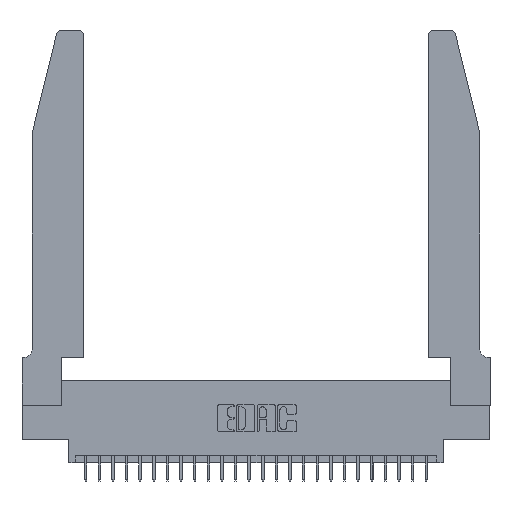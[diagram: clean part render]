
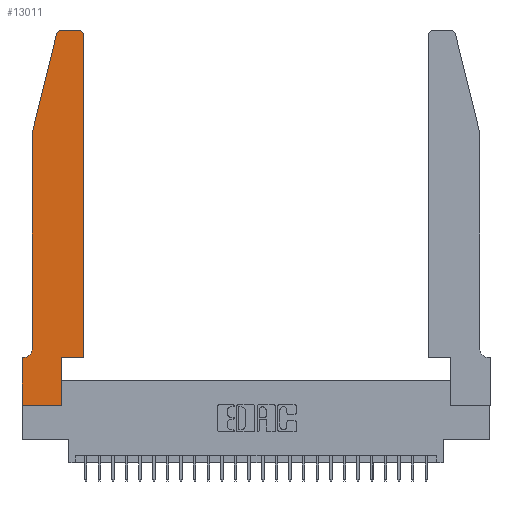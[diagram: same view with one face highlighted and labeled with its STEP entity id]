
A CAD part, top view. The second image highlights one B-rep face of the part: STEP entity #13011.
In plain terms, the highlighted planar face has unit normal (0, 0, 1).
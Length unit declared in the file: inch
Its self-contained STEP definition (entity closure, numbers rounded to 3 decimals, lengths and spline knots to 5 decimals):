
#306 = AXIS2_PLACEMENT_3D ( 'NONE', #24396, #5651, #7894 ) ;
#506 = LINE ( 'NONE', #13056, #5000 ) ;
#654 = AXIS2_PLACEMENT_3D ( 'NONE', #11823, #16273, #24773 ) ;
#846 = VERTEX_POINT ( 'NONE', #24380 ) ;
#2601 = VERTEX_POINT ( 'NONE', #14494 ) ;
#2737 = EDGE_CURVE ( 'NONE', #25037, #9217, #14075, .T. ) ;
#2825 = EDGE_CURVE ( 'NONE', #24803, #846, #20769, .T. ) ;
#2991 = CARTESIAN_POINT ( 'NONE',  ( 0.0755, 2., 0.37 ) ) ;
#3016 = CARTESIAN_POINT ( 'NONE',  ( 0.2865, 0., 0.37 ) ) ;
#3545 = VERTEX_POINT ( 'NONE', #12332 ) ;
#3551 = VECTOR ( 'NONE', #9662, 39.37008 ) ;
#3725 = EDGE_CURVE ( 'NONE', #10140, #23386, #15316, .T. ) ;
#4801 = CARTESIAN_POINT ( 'NONE',  ( 0., 0., 0.37 ) ) ;
#5000 = VECTOR ( 'NONE', #23795, 39.37008 ) ;
#5155 = CARTESIAN_POINT ( 'NONE',  ( 0.25487, 2.72718, 0.37 ) ) ;
#5181 = CARTESIAN_POINT ( 'NONE',  ( 0.4505, 0.35, 0.37 ) ) ;
#5250 = ORIENTED_EDGE ( 'NONE', *, *, #27300, .T. ) ;
#5651 = DIRECTION ( 'NONE',  ( 0., 0., 1. ) ) ;
#5877 = AXIS2_PLACEMENT_3D ( 'NONE', #11936, #22389, #11660 ) ;
#6334 = CARTESIAN_POINT ( 'NONE',  ( 0.0755, 2., 0.37 ) ) ;
#6519 = ORIENTED_EDGE ( 'NONE', *, *, #20727, .T. ) ;
#6705 = CARTESIAN_POINT ( 'NONE',  ( 0.0755, 0.35, 0.37 ) ) ;
#6747 = CARTESIAN_POINT ( 'NONE',  ( 0.2605, 2.75, 0.37 ) ) ;
#6852 = ORIENTED_EDGE ( 'NONE', *, *, #10161, .T. ) ;
#6875 = LINE ( 'NONE', #4801, #7179 ) ;
#7179 = VECTOR ( 'NONE', #26145, 39.37008 ) ;
#7894 = DIRECTION ( 'NONE',  ( 1., 0., 0. ) ) ;
#8563 = CARTESIAN_POINT ( 'NONE',  ( 0.0755, 2., 0.37 ) ) ;
#8794 = VECTOR ( 'NONE', #21320, 39.37008 ) ;
#8861 = LINE ( 'NONE', #6747, #16095 ) ;
#9217 = VERTEX_POINT ( 'NONE', #5155 ) ;
#9477 = DIRECTION ( 'NONE',  ( 1., 0., 0. ) ) ;
#9662 = DIRECTION ( 'NONE',  ( 0., 1., 0. ) ) ;
#9938 = CARTESIAN_POINT ( 'NONE',  ( 0.2865, 0.35, 0.37 ) ) ;
#10140 = VERTEX_POINT ( 'NONE', #3016 ) ;
#10161 = EDGE_CURVE ( 'NONE', #18104, #14104, #26842, .T. ) ;
#10687 = DIRECTION ( 'NONE',  ( -1., 0., 0. ) ) ;
#11339 = ORIENTED_EDGE ( 'NONE', *, *, #3725, .T. ) ;
#11660 = DIRECTION ( 'NONE',  ( -1., 0., 0. ) ) ;
#11823 = CARTESIAN_POINT ( 'NONE',  ( 0., 0.35, 0.37 ) ) ;
#11840 = EDGE_LOOP ( 'NONE', ( #14790, #18342, #13051, #17285, #6852, #14307, #17561, #17898, #11339, #5250, #6519, #19872 ) ) ;
#11936 = CARTESIAN_POINT ( 'NONE',  ( 0.0055, 0.42, 0.37 ) ) ;
#12332 = CARTESIAN_POINT ( 'NONE',  ( 0., 0.35, 0.37 ) ) ;
#12340 = CARTESIAN_POINT ( 'NONE',  ( 0.4205, 2.72, 0.37 ) ) ;
#12399 = VECTOR ( 'NONE', #19281, 39.37008 ) ;
#12757 = DIRECTION ( 'NONE',  ( 0., 0., 1. ) ) ;
#13011 = ADVANCED_FACE ( 'NONE', ( #14189 ), #13907, .T. ) ;
#13051 = ORIENTED_EDGE ( 'NONE', *, *, #25147, .T. ) ;
#13056 = CARTESIAN_POINT ( 'NONE',  ( 0., 0., 0.37 ) ) ;
#13579 = VECTOR ( 'NONE', #9477, 39.37008 ) ;
#13907 = PLANE ( 'NONE',  #654 ) ;
#14075 = CIRCLE ( 'NONE', #306, 0.03 ) ;
#14104 = VERTEX_POINT ( 'NONE', #21779 ) ;
#14189 = FACE_OUTER_BOUND ( 'NONE', #11840, .T. ) ;
#14307 = ORIENTED_EDGE ( 'NONE', *, *, #18097, .T. ) ;
#14494 = CARTESIAN_POINT ( 'NONE',  ( 0., 0., 0.37 ) ) ;
#14575 = LINE ( 'NONE', #8563, #24098 ) ;
#14790 = ORIENTED_EDGE ( 'NONE', *, *, #23231, .T. ) ;
#15005 = CARTESIAN_POINT ( 'NONE',  ( 0.284, 2.75, 0.37 ) ) ;
#15248 = CARTESIAN_POINT ( 'NONE',  ( 0.0755, 0.42, 0.37 ) ) ;
#15283 = CARTESIAN_POINT ( 'NONE',  ( 0.4505, 0.35, 0.37 ) ) ;
#15316 = LINE ( 'NONE', #23825, #8794 ) ;
#15905 = VERTEX_POINT ( 'NONE', #6334 ) ;
#15940 = LINE ( 'NONE', #5181, #3551 ) ;
#16021 = LINE ( 'NONE', #22187, #13579 ) ;
#16095 = VECTOR ( 'NONE', #10687, 39.37008 ) ;
#16273 = DIRECTION ( 'NONE',  ( 0., 0., 1. ) ) ;
#16304 = AXIS2_PLACEMENT_3D ( 'NONE', #12340, #12757, #20838 ) ;
#16397 = CARTESIAN_POINT ( 'NONE',  ( 0.4505, 2.72, 0.37 ) ) ;
#17285 = ORIENTED_EDGE ( 'NONE', *, *, #23089, .T. ) ;
#17561 = ORIENTED_EDGE ( 'NONE', *, *, #25105, .T. ) ;
#17898 = ORIENTED_EDGE ( 'NONE', *, *, #23764, .T. ) ;
#18097 = EDGE_CURVE ( 'NONE', #14104, #3545, #26107, .T. ) ;
#18104 = VERTEX_POINT ( 'NONE', #15248 ) ;
#18342 = ORIENTED_EDGE ( 'NONE', *, *, #2737, .T. ) ;
#18373 = VECTOR ( 'NONE', #22638, 39.37008 ) ;
#19281 = DIRECTION ( 'NONE',  ( -1., 0., 0. ) ) ;
#19331 = DIRECTION ( 'NONE',  ( 0., -1., 0. ) ) ;
#19872 = ORIENTED_EDGE ( 'NONE', *, *, #2825, .T. ) ;
#20021 = LINE ( 'NONE', #2991, #18373 ) ;
#20727 = EDGE_CURVE ( 'NONE', #23796, #24803, #15940, .T. ) ;
#20769 = CIRCLE ( 'NONE', #16304, 0.03 ) ;
#20838 = DIRECTION ( 'NONE',  ( 1., 0., 0. ) ) ;
#21320 = DIRECTION ( 'NONE',  ( 0., 1., 0. ) ) ;
#21779 = CARTESIAN_POINT ( 'NONE',  ( 0.0055, 0.35, 0.37 ) ) ;
#22187 = CARTESIAN_POINT ( 'NONE',  ( 0.4505, 0.35, 0.37 ) ) ;
#22389 = DIRECTION ( 'NONE',  ( 0., 0., -1. ) ) ;
#22638 = DIRECTION ( 'NONE',  ( -0.239, -0.971, 0. ) ) ;
#23089 = EDGE_CURVE ( 'NONE', #15905, #18104, #14575, .T. ) ;
#23231 = EDGE_CURVE ( 'NONE', #846, #25037, #8861, .T. ) ;
#23386 = VERTEX_POINT ( 'NONE', #9938 ) ;
#23764 = EDGE_CURVE ( 'NONE', #2601, #10140, #6875, .T. ) ;
#23795 = DIRECTION ( 'NONE',  ( 0., -1., 0. ) ) ;
#23796 = VERTEX_POINT ( 'NONE', #15283 ) ;
#23825 = CARTESIAN_POINT ( 'NONE',  ( 0.2865, 0.35, 0.37 ) ) ;
#24098 = VECTOR ( 'NONE', #19331, 39.37008 ) ;
#24380 = CARTESIAN_POINT ( 'NONE',  ( 0.4205, 2.75, 0.37 ) ) ;
#24396 = CARTESIAN_POINT ( 'NONE',  ( 0.284, 2.72, 0.37 ) ) ;
#24773 = DIRECTION ( 'NONE',  ( 1., 0., 0. ) ) ;
#24803 = VERTEX_POINT ( 'NONE', #16397 ) ;
#25037 = VERTEX_POINT ( 'NONE', #15005 ) ;
#25105 = EDGE_CURVE ( 'NONE', #3545, #2601, #506, .T. ) ;
#25147 = EDGE_CURVE ( 'NONE', #9217, #15905, #20021, .T. ) ;
#26107 = LINE ( 'NONE', #6705, #12399 ) ;
#26145 = DIRECTION ( 'NONE',  ( 1., 0., 0. ) ) ;
#26842 = CIRCLE ( 'NONE', #5877, 0.07 ) ;
#27300 = EDGE_CURVE ( 'NONE', #23386, #23796, #16021, .T. ) ;
